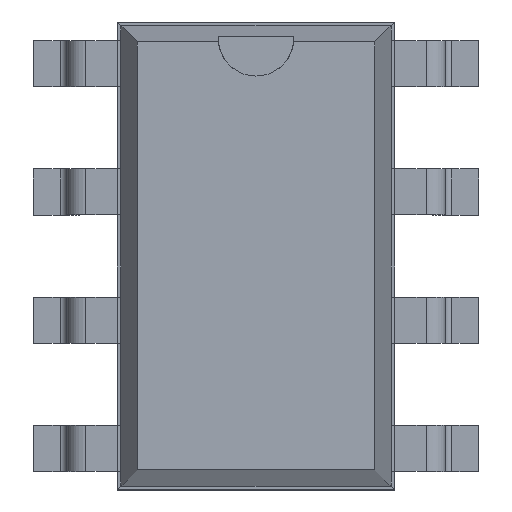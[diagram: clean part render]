
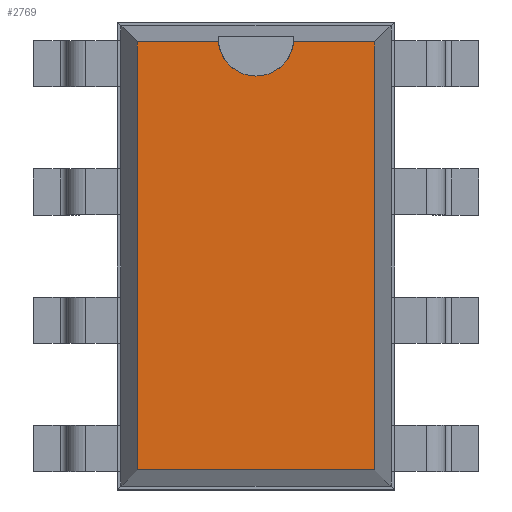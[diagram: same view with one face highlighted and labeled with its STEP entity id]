
A CAD part, top view. The second image highlights one B-rep face of the part: STEP entity #2769.
In plain terms, the highlighted planar face has unit normal (0, 0, 1).
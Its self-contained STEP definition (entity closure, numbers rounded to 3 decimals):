
#27=VECTOR('',#28,1.);
#28=DIRECTION('',(0.,1.,0.));
#34=VECTOR('',#35,1.);
#35=DIRECTION('',(-1.,0.,0.));
#41=VECTOR('',#42,1.);
#42=DIRECTION('',(0.,-1.,0.));
#46=VECTOR('',#47,1.);
#47=DIRECTION('',(1.,0.,0.));
#50=DIRECTION('',(0.,0.,-1.));
#688=DIRECTION('',(0.,0.,-1.));
#1891=VERTEX_POINT('',#1892);
#1892=CARTESIAN_POINT('',(2.351,4.236,3.68));
#1894=ORIENTED_EDGE('',*,*,#1895,.F.);
#1895=EDGE_CURVE('',#1896,#1891,#1898,.T.);
#1896=VERTEX_POINT('',#1897);
#1897=CARTESIAN_POINT('',(2.351,-4.236,3.68));
#1898=LINE('',#1897,#27);
#2309=VERTEX_POINT('',#2310);
#2310=CARTESIAN_POINT('',(-2.351,4.236,3.68));
#2312=ORIENTED_EDGE('',*,*,#2313,.F.);
#2313=EDGE_CURVE('',#2314,#2309,#2316,.T.);
#2314=VERTEX_POINT('',#2315);
#2315=CARTESIAN_POINT('',(-0.746,4.236,3.68));
#2316=LINE('',#1892,#34);
#2335=VERTEX_POINT('',#2336);
#2336=CARTESIAN_POINT('',(0.746,4.236,3.68));
#2342=ORIENTED_EDGE('',*,*,#2343,.F.);
#2343=EDGE_CURVE('',#1891,#2335,#2316,.T.);
#2363=VERTEX_POINT('',#2364);
#2364=CARTESIAN_POINT('',(-2.351,-4.236,3.68));
#2366=ORIENTED_EDGE('',*,*,#2367,.F.);
#2367=EDGE_CURVE('',#2309,#2363,#2368,.T.);
#2368=LINE('',#2310,#41);
#2764=ORIENTED_EDGE('',*,*,#2765,.F.);
#2765=EDGE_CURVE('',#2363,#1896,#2766,.T.);
#2766=LINE('',#2364,#46);
#2769=ADVANCED_FACE('',(#2770),#2781,.F.);
#2770=FACE_BOUND('',#2771,.F.);
#2771=EDGE_LOOP('',(#1894,#2764,#2366,#2312,#2772,#2779,#2342));
#2772=ORIENTED_EDGE('',*,*,#2773,.F.);
#2773=EDGE_CURVE('',#2774,#2314,#2776,.T.);
#2774=VERTEX_POINT('',#2775);
#2775=CARTESIAN_POINT('',(0.,3.561,3.68));
#2776=CIRCLE('',#2777,0.75);
#2777=AXIS2_PLACEMENT_3D('',#2778,#688,#42);
#2778=CARTESIAN_POINT('',(0.,4.311,3.68));
#2779=ORIENTED_EDGE('',*,*,#2780,.F.);
#2780=EDGE_CURVE('',#2335,#2774,#2776,.T.);
#2781=PLANE('',#2782);
#2782=AXIS2_PLACEMENT_3D('',#1897,#50,#2783);
#2783=DIRECTION('',(-0.485,0.874,0.));
